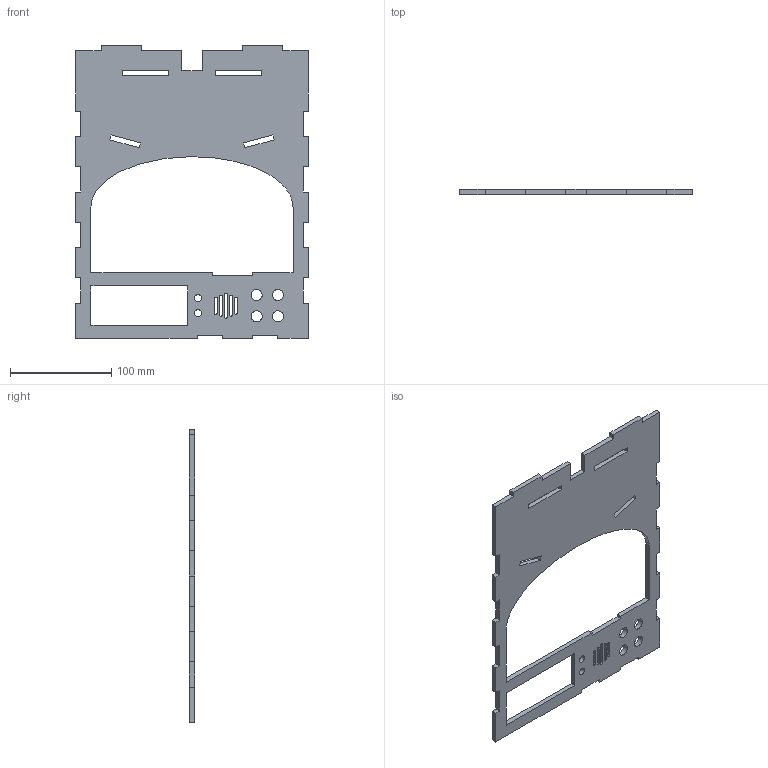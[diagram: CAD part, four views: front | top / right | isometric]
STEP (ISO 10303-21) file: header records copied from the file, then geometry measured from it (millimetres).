
FILE_DESCRIPTION(/* description */ (''),/* implementation_level */ '2;1');
FILE_NAME(/* name */ 'frontV2 v12.step',/* time_stamp */ '2022-02-27T23:25:28+00:00',/* author */ (''),/* organization */ (''),/* preprocessor_version */ 'ST-DEVELOPER v18.1',/* originating_system */ 'Autodesk Translation Framework v10.13.0.1454',/* authorisation */ '');
FILE_SCHEMA (('AUTOMOTIVE_DESIGN { 1 0 10303 214 3 1 1 }'));
Length unit declared in the file: millimetre
Products named in the file (1): frontV2
Bounding box: 230 x 5 x 290 mm (x, y, z)
Volume: 190862.4 mm3; surface area: 90220.7 mm2
Topology: 1 solids, 1 shells, 112 faces, 330 edges, 220 vertices
Faces by surface type: plane 95, cylinder 16, bspline 1
Full cylindrical faces by diameter (mm): 7 x2, 11 x4
Entity records: 3794 total; most frequent: CARTESIAN_POINT 672, ORIENTED_EDGE 660, DIRECTION 588, EDGE_CURVE 330, LINE 296, VECTOR 296, VERTEX_POINT 220, EDGE_LOOP 146
